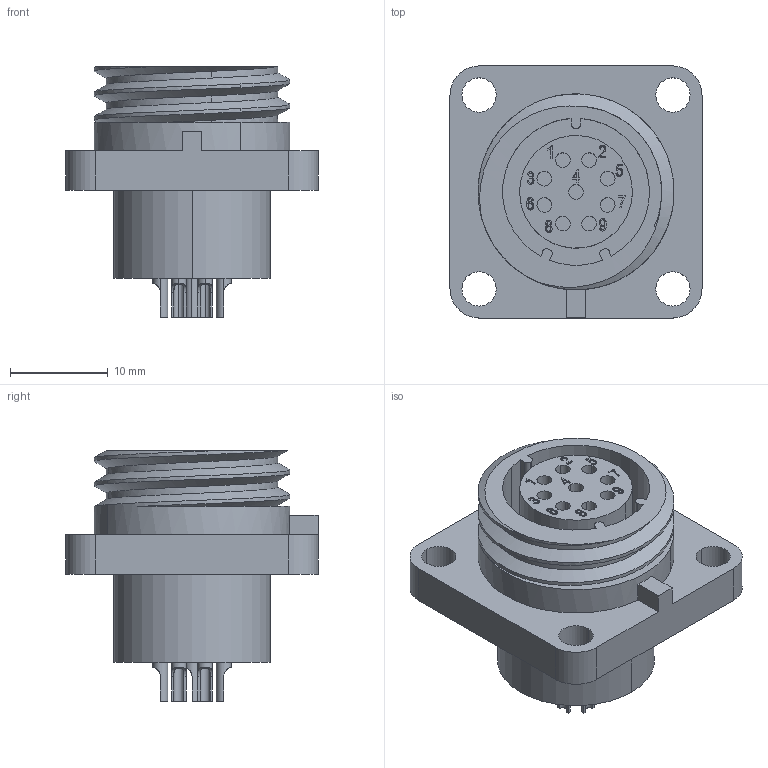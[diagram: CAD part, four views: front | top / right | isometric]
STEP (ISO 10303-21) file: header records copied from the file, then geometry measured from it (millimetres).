
FILE_DESCRIPTION (( 'STEP AP214' ), '1' );
FILE_NAME ('UAC16-9.STEP', '2023-07-22T07:27:23', ( '' ), ( '' ), 'SwSTEP 2.0', 'SolidWorks 2020', '' );
FILE_SCHEMA (( 'AUTOMOTIVE_DESIGN' ));
Length unit declared in the file: millimetre
Products named in the file (1): UAC16-9
Bounding box: 25.74 x 25.74 x 25.61 mm (x, y, z)
Volume: 5982.4 mm3; surface area: 4383.9 mm2
Topology: 1 solids, 1 shells, 303 faces, 782 edges, 516 vertices
Faces by surface type: plane 122, cylinder 101, bspline 80
Entity records: 13049 total; most frequent: CARTESIAN_POINT 5280, ORIENTED_EDGE 1564, DIRECTION 1142, EDGE_CURVE 782, VERTEX_POINT 516, AXIS2_PLACEMENT_3D 386, LINE 370, VECTOR 370
